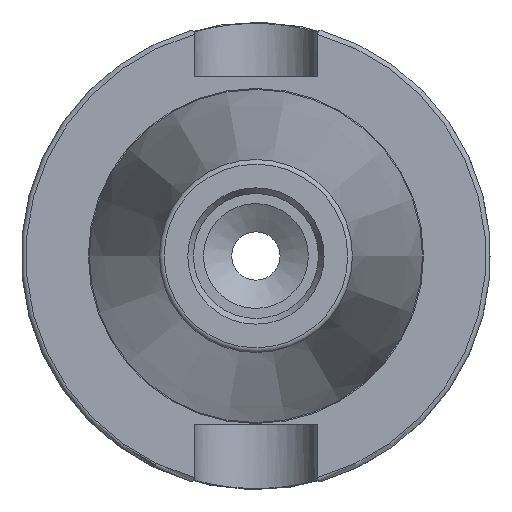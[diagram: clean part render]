
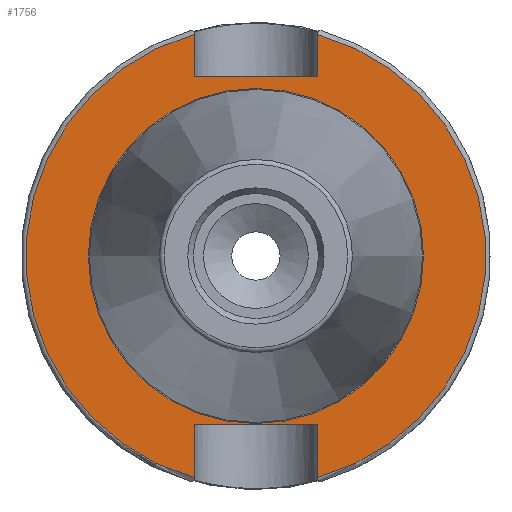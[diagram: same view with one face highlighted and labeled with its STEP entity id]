
A CAD part, left-side view. The second image highlights one B-rep face of the part: STEP entity #1756.
In plain terms, the highlighted planar face has unit normal (-1, 0, 0).
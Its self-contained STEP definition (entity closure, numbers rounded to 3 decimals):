
#378=FACE_BOUND('',#560,.T.);
#395=PLANE('',#2001);
#461=FACE_OUTER_BOUND('',#559,.T.);
#559=EDGE_LOOP('',(#1356,#1357,#1358,#1359,#1360,#1361,#1362,#1363));
#560=EDGE_LOOP('',(#1364));
#667=CIRCLE('',#1999,35.125);
#669=CIRCLE('',#2002,48.213);
#670=CIRCLE('',#2003,48.213);
#766=LINE('',#2901,#847);
#767=LINE('',#2905,#848);
#768=LINE('',#2907,#849);
#769=LINE('',#2909,#850);
#770=LINE('',#2913,#851);
#771=LINE('',#2914,#852);
#847=VECTOR('',#2311,10.);
#848=VECTOR('',#2314,10.);
#849=VECTOR('',#2315,10.);
#850=VECTOR('',#2316,10.);
#851=VECTOR('',#2319,10.);
#852=VECTOR('',#2320,10.);
#960=VERTEX_POINT('',#2894);
#961=VERTEX_POINT('',#2899);
#962=VERTEX_POINT('',#2900);
#963=VERTEX_POINT('',#2902);
#964=VERTEX_POINT('',#2904);
#965=VERTEX_POINT('',#2906);
#966=VERTEX_POINT('',#2908);
#967=VERTEX_POINT('',#2910);
#968=VERTEX_POINT('',#2912);
#1111=EDGE_CURVE('',#960,#960,#667,.T.);
#1113=EDGE_CURVE('',#961,#962,#766,.T.);
#1114=EDGE_CURVE('',#963,#962,#669,.T.);
#1115=EDGE_CURVE('',#963,#964,#767,.T.);
#1116=EDGE_CURVE('',#964,#965,#768,.T.);
#1117=EDGE_CURVE('',#965,#966,#769,.T.);
#1118=EDGE_CURVE('',#967,#966,#670,.T.);
#1119=EDGE_CURVE('',#967,#968,#770,.T.);
#1120=EDGE_CURVE('',#968,#961,#771,.T.);
#1356=ORIENTED_EDGE('',*,*,#1113,.T.);
#1357=ORIENTED_EDGE('',*,*,#1114,.F.);
#1358=ORIENTED_EDGE('',*,*,#1115,.T.);
#1359=ORIENTED_EDGE('',*,*,#1116,.T.);
#1360=ORIENTED_EDGE('',*,*,#1117,.T.);
#1361=ORIENTED_EDGE('',*,*,#1118,.F.);
#1362=ORIENTED_EDGE('',*,*,#1119,.T.);
#1363=ORIENTED_EDGE('',*,*,#1120,.T.);
#1364=ORIENTED_EDGE('',*,*,#1111,.F.);
#1756=ADVANCED_FACE('',(#461,#378),#395,.T.);
#1999=AXIS2_PLACEMENT_3D('',#2896,#2305,#2306);
#2001=AXIS2_PLACEMENT_3D('',#2898,#2309,#2310);
#2002=AXIS2_PLACEMENT_3D('',#2903,#2312,#2313);
#2003=AXIS2_PLACEMENT_3D('',#2911,#2317,#2318);
#2305=DIRECTION('center_axis',(-1.,0.,0.));
#2306=DIRECTION('ref_axis',(0.,-1.,0.));
#2309=DIRECTION('center_axis',(-1.,0.,0.));
#2310=DIRECTION('ref_axis',(0.,0.,1.));
#2311=DIRECTION('',(0.,0.,-1.));
#2312=DIRECTION('center_axis',(1.,0.,0.));
#2313=DIRECTION('ref_axis',(0.,-1.,0.));
#2314=DIRECTION('',(0.,0.,-1.));
#2315=DIRECTION('',(0.,1.,0.));
#2316=DIRECTION('',(0.,0.,1.));
#2317=DIRECTION('center_axis',(1.,0.,0.));
#2318=DIRECTION('ref_axis',(0.,1.,0.));
#2319=DIRECTION('',(0.,0.,1.));
#2320=DIRECTION('',(0.,-1.,0.));
#2894=CARTESIAN_POINT('',(3.175,0.,35.125));
#2896=CARTESIAN_POINT('Origin',(3.175,0.,0.));
#2898=CARTESIAN_POINT('Origin',(3.175,49.213,0.));
#2899=CARTESIAN_POINT('',(3.175,-12.95,-35.306));
#2900=CARTESIAN_POINT('',(3.175,-12.95,-46.441));
#2901=CARTESIAN_POINT('',(3.175,-12.95,-17.653));
#2902=CARTESIAN_POINT('',(3.175,-12.95,46.441));
#2903=CARTESIAN_POINT('Origin',(3.175,0.,0.));
#2904=CARTESIAN_POINT('',(3.175,-12.95,37.719));
#2905=CARTESIAN_POINT('',(3.175,-12.95,18.86));
#2906=CARTESIAN_POINT('',(3.175,12.95,37.719));
#2907=CARTESIAN_POINT('',(3.175,24.606,37.719));
#2908=CARTESIAN_POINT('',(3.175,12.95,46.441));
#2909=CARTESIAN_POINT('',(3.175,12.95,18.86));
#2910=CARTESIAN_POINT('',(3.175,12.95,-46.441));
#2911=CARTESIAN_POINT('Origin',(3.175,0.,0.));
#2912=CARTESIAN_POINT('',(3.175,12.95,-35.306));
#2913=CARTESIAN_POINT('',(3.175,12.95,-17.653));
#2914=CARTESIAN_POINT('',(3.175,24.606,-35.306));
